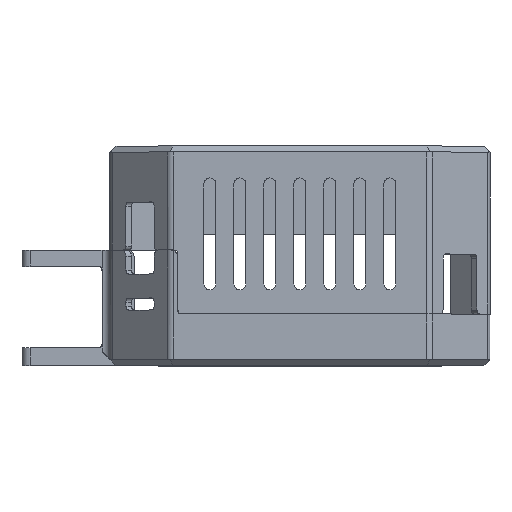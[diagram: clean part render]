
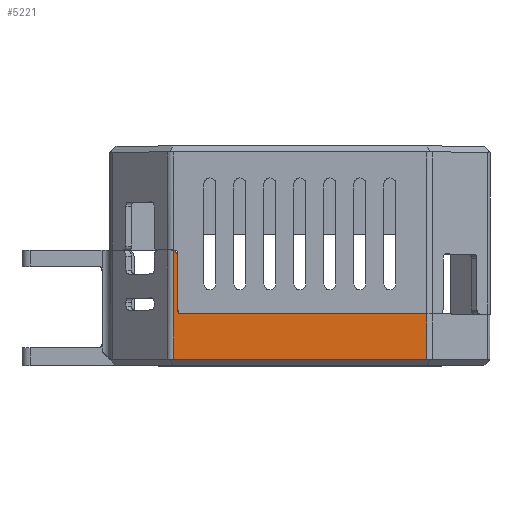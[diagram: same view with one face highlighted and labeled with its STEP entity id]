
A CAD part, top view. The second image highlights one B-rep face of the part: STEP entity #5221.
In plain terms, the highlighted planar face has unit normal (0, 0, 1).
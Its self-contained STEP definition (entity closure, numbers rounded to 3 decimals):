
#1569 = EDGE_CURVE ( 'NONE', #12679, #15300, #27040, .T. ) ;
#1984 = EDGE_CURVE ( 'NONE', #26419, #12679, #4333, .T. ) ;
#2036 = VECTOR ( 'NONE', #12246, 1000. ) ;
#2717 = EDGE_LOOP ( 'NONE', ( #25531, #22469, #7427, #25746, #20379, #9002, #21987 ) ) ;
#3269 = EDGE_CURVE ( 'NONE', #8093, #26419, #19340, .T. ) ;
#3429 = LINE ( 'NONE', #18766, #2036 ) ;
#3777 = DIRECTION ( 'NONE',  ( 1., 0., 0. ) ) ;
#4333 = LINE ( 'NONE', #28040, #15970 ) ;
#5089 = CARTESIAN_POINT ( 'NONE',  ( 16.8, 13.8, 0. ) ) ;
#5221 = ADVANCED_FACE ( 'NONE', ( #8966 ), #7056, .F. ) ;
#5383 = VECTOR ( 'NONE', #13837, 1000. ) ;
#7056 = PLANE ( 'NONE',  #21908 ) ;
#7186 = CARTESIAN_POINT ( 'NONE',  ( 15.828, 1.5, 0. ) ) ;
#7418 = EDGE_CURVE ( 'NONE', #27641, #12413, #21742, .T. ) ;
#7427 = ORIENTED_EDGE ( 'NONE', *, *, #1984, .T. ) ;
#7511 = DIRECTION ( 'NONE',  ( 0., 0., -1. ) ) ;
#7683 = CARTESIAN_POINT ( 'NONE',  ( 17.8, 12.8, 0. ) ) ;
#8093 = VERTEX_POINT ( 'NONE', #14512 ) ;
#8459 = CARTESIAN_POINT ( 'NONE',  ( 79.172, 12.8, 0. ) ) ;
#8789 = LINE ( 'NONE', #26691, #18400 ) ;
#8966 = FACE_OUTER_BOUND ( 'NONE', #2717, .T. ) ;
#9002 = ORIENTED_EDGE ( 'NONE', *, *, #13911, .F. ) ;
#9229 = DIRECTION ( 'NONE',  ( -1., 0., 0. ) ) ;
#10490 = LINE ( 'NONE', #11631, #5383 ) ;
#10536 = EDGE_CURVE ( 'NONE', #15300, #10790, #10490, .T. ) ;
#10790 = VERTEX_POINT ( 'NONE', #8459 ) ;
#11544 = AXIS2_PLACEMENT_3D ( 'NONE', #16772, #14564, #21246 ) ;
#11631 = CARTESIAN_POINT ( 'NONE',  ( 79.172, 12.8, 0. ) ) ;
#12246 = DIRECTION ( 'NONE',  ( 1., 0., 0. ) ) ;
#12413 = VERTEX_POINT ( 'NONE', #5089 ) ;
#12679 = VERTEX_POINT ( 'NONE', #7186 ) ;
#13623 = DIRECTION ( 'NONE',  ( 0., -1., 0. ) ) ;
#13837 = DIRECTION ( 'NONE',  ( 0., 1., 0. ) ) ;
#13911 = EDGE_CURVE ( 'NONE', #27641, #10790, #3429, .T. ) ;
#14512 = CARTESIAN_POINT ( 'NONE',  ( 16.8, 27.3, 0. ) ) ;
#14564 = DIRECTION ( 'NONE',  ( 0., 0., 1. ) ) ;
#15300 = VERTEX_POINT ( 'NONE', #20617 ) ;
#15808 = AXIS2_PLACEMENT_3D ( 'NONE', #20648, #7511, #22877 ) ;
#15970 = VECTOR ( 'NONE', #19285, 1000. ) ;
#16772 = CARTESIAN_POINT ( 'NONE',  ( 15.3, 27.3, 0. ) ) ;
#16981 = CARTESIAN_POINT ( 'NONE',  ( 15.828, 28.704, 0. ) ) ;
#17958 = CARTESIAN_POINT ( 'NONE',  ( 0., 2.8, 0. ) ) ;
#18400 = VECTOR ( 'NONE', #13623, 1000. ) ;
#18651 = EDGE_CURVE ( 'NONE', #8093, #12413, #8789, .T. ) ;
#18766 = CARTESIAN_POINT ( 'NONE',  ( 15., 12.8, 0. ) ) ;
#19285 = DIRECTION ( 'NONE',  ( 0., -1., 0. ) ) ;
#19340 = CIRCLE ( 'NONE', #11544, 1.5 ) ;
#20379 = ORIENTED_EDGE ( 'NONE', *, *, #10536, .T. ) ;
#20506 = VECTOR ( 'NONE', #3777, 1000. ) ;
#20617 = CARTESIAN_POINT ( 'NONE',  ( 79.172, 1.5, 0. ) ) ;
#20648 = CARTESIAN_POINT ( 'NONE',  ( 17.8, 13.8, 0. ) ) ;
#21246 = DIRECTION ( 'NONE',  ( -1., 0., 0. ) ) ;
#21742 = CIRCLE ( 'NONE', #15808, 1. ) ;
#21908 = AXIS2_PLACEMENT_3D ( 'NONE', #17958, #22412, #9229 ) ;
#21987 = ORIENTED_EDGE ( 'NONE', *, *, #7418, .T. ) ;
#22412 = DIRECTION ( 'NONE',  ( 0., 0., -1. ) ) ;
#22469 = ORIENTED_EDGE ( 'NONE', *, *, #3269, .T. ) ;
#22877 = DIRECTION ( 'NONE',  ( -1., 0., 0. ) ) ;
#25118 = CARTESIAN_POINT ( 'NONE',  ( 80., 1.5, 0. ) ) ;
#25531 = ORIENTED_EDGE ( 'NONE', *, *, #18651, .F. ) ;
#25746 = ORIENTED_EDGE ( 'NONE', *, *, #1569, .T. ) ;
#26419 = VERTEX_POINT ( 'NONE', #16981 ) ;
#26691 = CARTESIAN_POINT ( 'NONE',  ( 16.8, 28.8, 0. ) ) ;
#27040 = LINE ( 'NONE', #25118, #20506 ) ;
#27641 = VERTEX_POINT ( 'NONE', #7683 ) ;
#28040 = CARTESIAN_POINT ( 'NONE',  ( 15.828, 1.5, 0. ) ) ;
